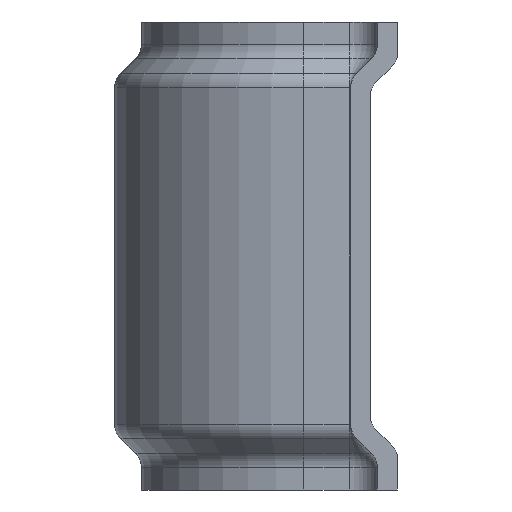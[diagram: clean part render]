
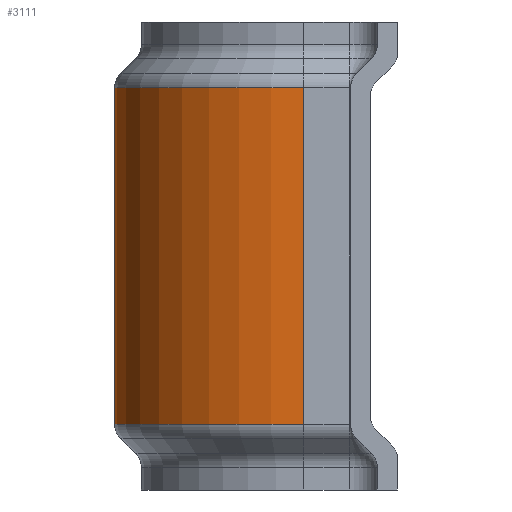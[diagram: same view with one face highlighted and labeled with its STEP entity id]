
A CAD part, left-side view. The second image highlights one B-rep face of the part: STEP entity #3111.
In plain terms, the highlighted cylindrical face has radius 14.15 mm (diameter 28.3 mm), a partial arc.
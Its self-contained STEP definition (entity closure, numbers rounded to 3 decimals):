
#164 = EDGE_CURVE ( 'NONE', #1657, #2042, #1863, .T. ) ;
#241 = VECTOR ( 'NONE', #3141, 1000. ) ;
#258 = EDGE_CURVE ( 'NONE', #2281, #2042, #1805, .T. ) ;
#385 = DIRECTION ( 'NONE',  ( 0., 0., 1. ) ) ;
#477 = DIRECTION ( 'NONE',  ( 0., 0., 1. ) ) ;
#544 = ORIENTED_EDGE ( 'NONE', *, *, #258, .T. ) ;
#609 = VECTOR ( 'NONE', #477, 1000. ) ;
#689 = ORIENTED_EDGE ( 'NONE', *, *, #164, .F. ) ;
#783 = ORIENTED_EDGE ( 'NONE', *, *, #976, .F. ) ;
#976 = EDGE_CURVE ( 'NONE', #2281, #2246, #1299, .T. ) ;
#1137 = CYLINDRICAL_SURFACE ( 'NONE', #3093, 14.15 ) ;
#1267 = CARTESIAN_POINT ( 'NONE',  ( 14.15, 7., 12.586 ) ) ;
#1273 = CARTESIAN_POINT ( 'NONE',  ( -14.15, 7., 12.586 ) ) ;
#1299 = LINE ( 'NONE', #1929, #609 ) ;
#1398 = EDGE_CURVE ( 'NONE', #2246, #1657, #3201, .T. ) ;
#1402 = FACE_OUTER_BOUND ( 'NONE', #3438, .T. ) ;
#1457 = DIRECTION ( 'NONE',  ( 0., 0., 1. ) ) ;
#1483 = AXIS2_PLACEMENT_3D ( 'NONE', #3732, #385, #1606 ) ;
#1606 = DIRECTION ( 'NONE',  ( 0., 1., 0. ) ) ;
#1657 = VERTEX_POINT ( 'NONE', #3328 ) ;
#1805 = CIRCLE ( 'NONE', #2816, 14.15 ) ;
#1863 = LINE ( 'NONE', #1273, #241 ) ;
#1929 = CARTESIAN_POINT ( 'NONE',  ( 14.15, 7., 12.586 ) ) ;
#2007 = CARTESIAN_POINT ( 'NONE',  ( 0., 7., -12.586 ) ) ;
#2042 = VERTEX_POINT ( 'NONE', #3838 ) ;
#2246 = VERTEX_POINT ( 'NONE', #1267 ) ;
#2281 = VERTEX_POINT ( 'NONE', #2529 ) ;
#2529 = CARTESIAN_POINT ( 'NONE',  ( 14.15, 7., -12.586 ) ) ;
#2816 = AXIS2_PLACEMENT_3D ( 'NONE', #2007, #1457, #3855 ) ;
#2907 = DIRECTION ( 'NONE',  ( 1., 0., 0. ) ) ;
#3093 = AXIS2_PLACEMENT_3D ( 'NONE', #3795, #3226, #2907 ) ;
#3111 = ADVANCED_FACE ( 'NONE', ( #1402 ), #1137, .T. ) ;
#3141 = DIRECTION ( 'NONE',  ( 0., 0., -1. ) ) ;
#3201 = CIRCLE ( 'NONE', #1483, 14.15 ) ;
#3226 = DIRECTION ( 'NONE',  ( 0., 0., 1. ) ) ;
#3328 = CARTESIAN_POINT ( 'NONE',  ( -14.15, 7., 12.586 ) ) ;
#3353 = ORIENTED_EDGE ( 'NONE', *, *, #1398, .F. ) ;
#3438 = EDGE_LOOP ( 'NONE', ( #544, #689, #3353, #783 ) ) ;
#3732 = CARTESIAN_POINT ( 'NONE',  ( 0., 7., 12.586 ) ) ;
#3795 = CARTESIAN_POINT ( 'NONE',  ( 0., 7., 0. ) ) ;
#3838 = CARTESIAN_POINT ( 'NONE',  ( -14.15, 7., -12.586 ) ) ;
#3855 = DIRECTION ( 'NONE',  ( 0., 1., 0. ) ) ;
